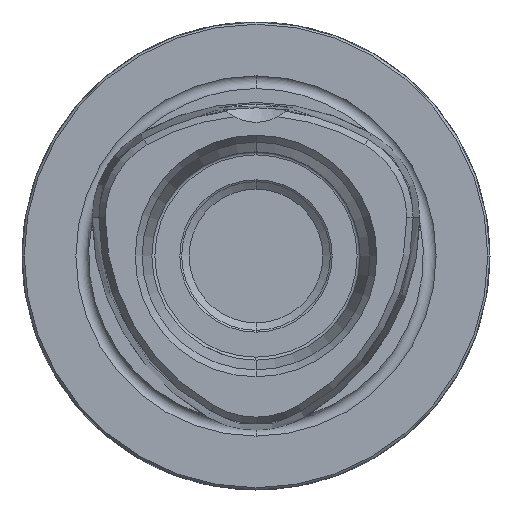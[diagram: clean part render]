
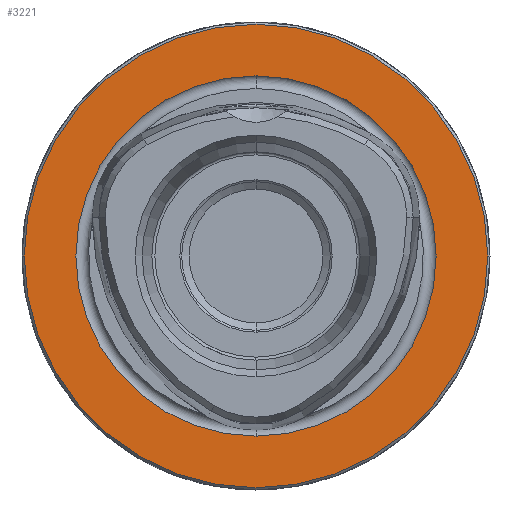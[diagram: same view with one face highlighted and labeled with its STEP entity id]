
A CAD part, front view. The second image highlights one B-rep face of the part: STEP entity #3221.
In plain terms, the highlighted planar face has unit normal (0, -1, 0).
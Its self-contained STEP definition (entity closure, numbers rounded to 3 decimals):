
#1336=CARTESIAN_POINT('',(0.,0.,
0.));
#1337=DIRECTION('',(0.,-1.,0.));
#1338=DIRECTION('',(1.,0.,0.));
#1339=AXIS2_PLACEMENT_3D('',#1336,#1337,#1338);
#1341=CARTESIAN_POINT('',(0.,0.,
0.));
#1342=DIRECTION('',(0.,-1.,0.));
#1343=DIRECTION('',(-1.,0.,0.));
#1344=AXIS2_PLACEMENT_3D('',#1341,#1342,#1343);
#1346=CARTESIAN_POINT('',(0.,0.,0.));
#1347=DIRECTION('',(0.,-1.,0.));
#1348=DIRECTION('',(0.,0.,-1.));
#1349=AXIS2_PLACEMENT_3D('',#1346,#1347,#1348);
#1351=CARTESIAN_POINT('',(0.,0.,0.));
#1352=DIRECTION('',(0.,-1.,0.));
#1353=DIRECTION('',(0.,0.,1.));
#1354=AXIS2_PLACEMENT_3D('',#1351,#1352,#1353);
#1802=CARTESIAN_POINT('',(31.2,0.,
0.));
#1803=CARTESIAN_POINT('',(-31.2,0.,0.));
#1804=VERTEX_POINT('',#1802);
#1805=VERTEX_POINT('',#1803);
#1810=CARTESIAN_POINT('',(0.,0.,-24.25));
#1811=CARTESIAN_POINT('',(0.,0.,24.25));
#1812=VERTEX_POINT('',#1810);
#1813=VERTEX_POINT('',#1811);
#3207=CARTESIAN_POINT('',(0.,0.,0.));
#3208=DIRECTION('',(0.,-1.,0.));
#3209=DIRECTION('',(-1.,0.,0.));
#3210=AXIS2_PLACEMENT_3D('',#3207,#3208,#3209);
#3211=PLANE('',#3210);
#3212=ORIENTED_EDGE('',*,*,#3197,.F.);
#3214=ORIENTED_EDGE('',*,*,#3213,.F.);
#3215=EDGE_LOOP('',(#3212,#3214));
#3216=FACE_OUTER_BOUND('',#3215,.F.);
#3217=ORIENTED_EDGE('',*,*,#2267,.T.);
#3218=ORIENTED_EDGE('',*,*,#2132,.T.);
#3219=EDGE_LOOP('',(#3217,#3218));
#3220=FACE_BOUND('',#3219,.F.);
#3221=ADVANCED_FACE('',(#3216,#3220),#3211,.T.);
#1340=CIRCLE('',#1339,31.2);
#1345=CIRCLE('',#1344,31.2);
#1350=CIRCLE('',#1349,24.25);
#1355=CIRCLE('',#1354,24.25);
#2132=EDGE_CURVE('',#1813,#1812,#1355,.T.);
#2267=EDGE_CURVE('',#1812,#1813,#1350,.T.);
#3197=EDGE_CURVE('',#1804,#1805,#1340,.T.);
#3213=EDGE_CURVE('',#1805,#1804,#1345,.T.);
